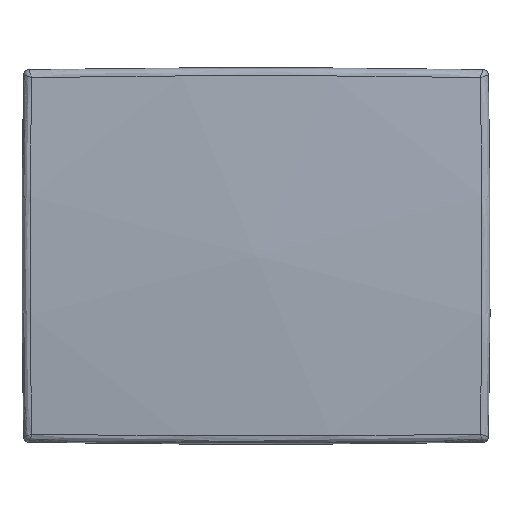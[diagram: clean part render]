
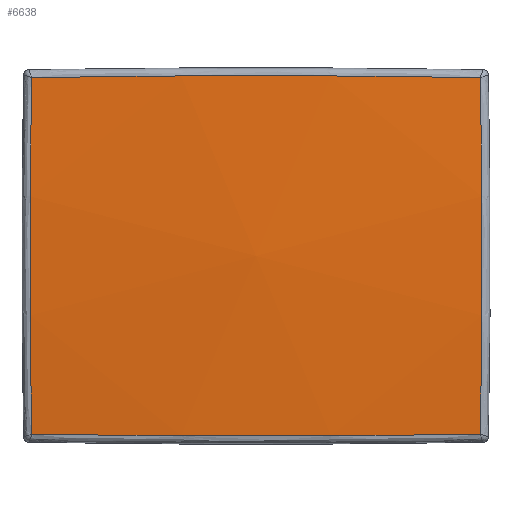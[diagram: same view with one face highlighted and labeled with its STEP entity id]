
A CAD part, top view. The second image highlights one B-rep face of the part: STEP entity #6638.
In plain terms, the highlighted free-form (B-spline) face has degree [2, 2] with [3, 3] control points.
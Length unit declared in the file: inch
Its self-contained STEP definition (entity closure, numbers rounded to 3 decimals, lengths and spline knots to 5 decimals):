
#230=B_SPLINE_CURVE_WITH_KNOTS('',3,(#10333,#10334,#10335,#10336,#10337),
 .UNSPECIFIED.,.F.,.F.,(4,1,4),(-75.7175,-44.02834,-1.6226),
 .UNSPECIFIED.);
#236=B_SPLINE_CURVE_WITH_KNOTS('',3,(#10608,#10609,#10610,#10611,#10612),
 .UNSPECIFIED.,.F.,.F.,(4,1,4),(-75.7175,-33.31176,-1.6226),
 .UNSPECIFIED.);
#237=B_SPLINE_CURVE_WITH_KNOTS('',3,(#10648,#10649,#10650,#10651,#10652),
 .UNSPECIFIED.,.F.,.F.,(4,1,4),(-60.2721,-35.11549,-1.41966),
 .UNSPECIFIED.);
#238=B_SPLINE_CURVE_WITH_KNOTS('',3,(#10688,#10689,#10690,#10691,#10692),
 .UNSPECIFIED.,.F.,.F.,(4,1,4),(-60.4605,-26.76467,-1.60806),
 .UNSPECIFIED.);
#1405=FACE_OUTER_BOUND('',#1925,.T.);
#1925=EDGE_LOOP('',(#4569,#4570,#4571,#4572));
#2896=VERTEX_POINT('',#10106);
#2900=VERTEX_POINT('',#10270);
#2902=VERTEX_POINT('',#10445);
#2904=VERTEX_POINT('',#10532);
#3474=EDGE_CURVE('',#2896,#2900,#230,.T.);
#3485=EDGE_CURVE('',#2904,#2902,#236,.T.);
#3486=EDGE_CURVE('',#2900,#2904,#237,.T.);
#3487=EDGE_CURVE('',#2902,#2896,#238,.T.);
#4569=ORIENTED_EDGE('',*,*,#3486,.F.);
#4570=ORIENTED_EDGE('',*,*,#3474,.F.);
#4571=ORIENTED_EDGE('',*,*,#3487,.F.);
#4572=ORIENTED_EDGE('',*,*,#3485,.F.);
#6488=(
BOUNDED_SURFACE()
B_SPLINE_SURFACE(2,2,((#10693,#10694,#10695),(#10696,#10697,#10698),(#10699,
#10700,#10701)),.UNSPECIFIED.,.F.,.F.,.F.)
B_SPLINE_SURFACE_WITH_KNOTS((3,3),(3,3),(-0.1311,0.),
(0.,0.16317),.UNSPECIFIED.)
GEOMETRIC_REPRESENTATION_ITEM()
RATIONAL_B_SPLINE_SURFACE(((1.,0.997,1.),(0.998,
0.995,0.998),(1.,0.997,1.)))
REPRESENTATION_ITEM('')
SURFACE()
);
#6638=ADVANCED_FACE('',(#1405),#6488,.T.);
#10106=CARTESIAN_POINT('',(-14.61099,11.6166,3.5915));
#10270=CARTESIAN_POINT('',(14.61099,11.6166,3.5915));
#10333=CARTESIAN_POINT('Ctrl Pts',(-14.61099,11.6166,3.5915));
#10334=CARTESIAN_POINT('Ctrl Pts',(-10.45067,11.6819,3.84796));
#10335=CARTESIAN_POINT('Ctrl Pts',(-0.70631,11.76958,4.19143));
#10336=CARTESIAN_POINT('Ctrl Pts',(9.04375,11.70398,3.93469));
#10337=CARTESIAN_POINT('Ctrl Pts',(14.61099,11.6166,3.5915));
#10445=CARTESIAN_POINT('',(-14.61099,-11.6166,3.5915));
#10532=CARTESIAN_POINT('',(14.61099,-11.6166,3.5915));
#10608=CARTESIAN_POINT('Ctrl Pts',(14.61099,-11.6166,3.5915));
#10609=CARTESIAN_POINT('Ctrl Pts',(9.04375,-11.70398,3.93469));
#10610=CARTESIAN_POINT('Ctrl Pts',(-0.70631,-11.76958,
4.19143));
#10611=CARTESIAN_POINT('Ctrl Pts',(-10.45067,-11.6819,
3.84796));
#10612=CARTESIAN_POINT('Ctrl Pts',(-14.61099,-11.6166,
3.5915));
#10648=CARTESIAN_POINT('Ctrl Pts',(14.61099,11.6166,3.5915));
#10649=CARTESIAN_POINT('Ctrl Pts',(14.67468,8.31304,3.8435));
#10650=CARTESIAN_POINT('Ctrl Pts',(14.76044,0.56415,4.18152));
#10651=CARTESIAN_POINT('Ctrl Pts',(14.69629,-7.19168,3.92903));
#10652=CARTESIAN_POINT('Ctrl Pts',(14.61099,-11.6166,3.5915));
#10688=CARTESIAN_POINT('Ctrl Pts',(-14.61099,-11.6166,
3.5915));
#10689=CARTESIAN_POINT('Ctrl Pts',(-14.69629,-7.19168,
3.92903));
#10690=CARTESIAN_POINT('Ctrl Pts',(-14.76044,0.56415,4.18152));
#10691=CARTESIAN_POINT('Ctrl Pts',(-14.67468,8.31304,3.8435));
#10692=CARTESIAN_POINT('Ctrl Pts',(-14.61099,11.6166,3.5915));
#10693=CARTESIAN_POINT('Ctrl Pts',(15.25,12.25,3.5));
#10694=CARTESIAN_POINT('Ctrl Pts',(15.25,0.,
4.50167));
#10695=CARTESIAN_POINT('Ctrl Pts',(15.25,-12.25,3.5));
#10696=CARTESIAN_POINT('Ctrl Pts',(0.,12.25,4.50108));
#10697=CARTESIAN_POINT('Ctrl Pts',(0.,-0.08186,
5.50274));
#10698=CARTESIAN_POINT('Ctrl Pts',(0.,-12.41263,
4.48778));
#10699=CARTESIAN_POINT('Ctrl Pts',(-15.25,12.25,3.5));
#10700=CARTESIAN_POINT('Ctrl Pts',(-15.25,0.,
4.50167));
#10701=CARTESIAN_POINT('Ctrl Pts',(-15.25,-12.25,
3.5));
